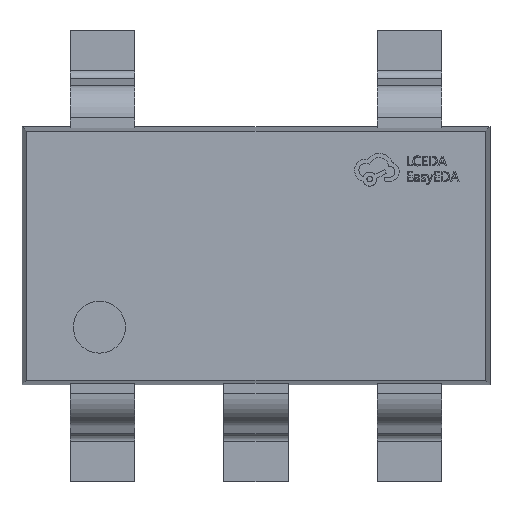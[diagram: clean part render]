
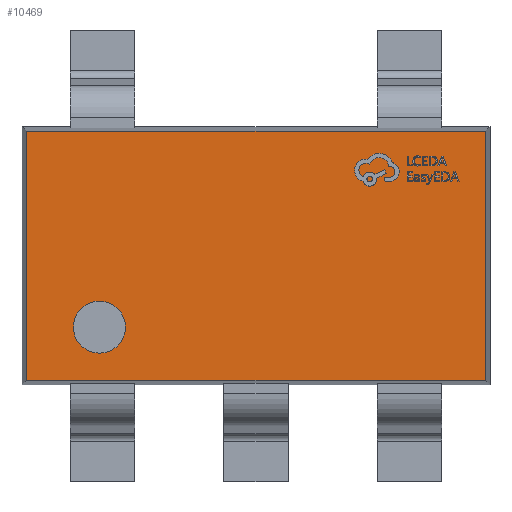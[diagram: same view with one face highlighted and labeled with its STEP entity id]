
A CAD part, top view. The second image highlights one B-rep face of the part: STEP entity #10469.
In plain terms, the highlighted planar face has unit normal (0, 0, 1).
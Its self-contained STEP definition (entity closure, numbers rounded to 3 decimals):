
#572 = LINE ( 'NONE', #17671, #13711 ) ;
#895 = EDGE_CURVE ( 'NONE', #12900, #15341, #9515, .T. ) ;
#1946 = CIRCLE ( 'NONE', #12543, 0.161 ) ;
#2017 = VERTEX_POINT ( 'NONE', #4400 ) ;
#2491 = VERTEX_POINT ( 'NONE', #3962 ) ;
#3201 = AXIS2_PLACEMENT_3D ( 'NONE', #3862, #11070, #5443 ) ;
#3369 = CARTESIAN_POINT ( 'NONE',  ( 0., 0., 0.4 ) ) ;
#3650 = AXIS2_PLACEMENT_3D ( 'NONE', #3369, #7704, #13330 ) ;
#3862 = CARTESIAN_POINT ( 'NONE',  ( -0.97, -0.443, 0.4 ) ) ;
#3962 = CARTESIAN_POINT ( 'NONE',  ( -1.131, -0.443, 0.4 ) ) ;
#3979 = EDGE_CURVE ( 'NONE', #2017, #12900, #12537, .T. ) ;
#4203 = FACE_OUTER_BOUND ( 'NONE', #6566, .T. ) ;
#4400 = CARTESIAN_POINT ( 'NONE',  ( 1.422, -0.772, 0.4 ) ) ;
#4545 = ORIENTED_EDGE ( 'NONE', *, *, #11758, .T. ) ;
#4583 = FACE_BOUND ( 'NONE', #16865, .T. ) ;
#4652 = CARTESIAN_POINT ( 'NONE',  ( -0.97, -0.443, 0.4 ) ) ;
#4874 = CARTESIAN_POINT ( 'NONE',  ( -1.422, 0.8, 0.4 ) ) ;
#5443 = DIRECTION ( 'NONE',  ( 1., 0., 0. ) ) ;
#5646 = ORIENTED_EDGE ( 'NONE', *, *, #18046, .T. ) ;
#5676 = ORIENTED_EDGE ( 'NONE', *, *, #895, .T. ) ;
#5751 = CARTESIAN_POINT ( 'NONE',  ( -1.422, 0.772, 0.4 ) ) ;
#6566 = EDGE_LOOP ( 'NONE', ( #18306, #5676, #5646, #4545 ) ) ;
#6579 = CARTESIAN_POINT ( 'NONE',  ( -0.809, -0.443, 0.4 ) ) ;
#7009 = CIRCLE ( 'NONE', #3201, 0.161 ) ;
#7191 = DIRECTION ( 'NONE',  ( 0., 1., 0. ) ) ;
#7194 = EDGE_CURVE ( 'NONE', #14352, #2491, #7009, .T. ) ;
#7600 = VERTEX_POINT ( 'NONE', #14194 ) ;
#7704 = DIRECTION ( 'NONE',  ( 0., 0., 1. ) ) ;
#8113 = CARTESIAN_POINT ( 'NONE',  ( -1.45, 0.772, 0.4 ) ) ;
#8437 = PLANE ( 'NONE',  #3650 ) ;
#8546 = VECTOR ( 'NONE', #10488, 1000. ) ;
#9005 = LINE ( 'NONE', #4874, #8546 ) ;
#9062 = DIRECTION ( 'NONE',  ( 0., 0., 1. ) ) ;
#9119 = ORIENTED_EDGE ( 'NONE', *, *, #12852, .F. ) ;
#9515 = LINE ( 'NONE', #8113, #13396 ) ;
#9607 = DIRECTION ( 'NONE',  ( -1., 0., 0. ) ) ;
#10383 = DIRECTION ( 'NONE',  ( 1., 0., 0. ) ) ;
#10469 = ADVANCED_FACE ( 'NONE', ( #4583, #4203 ), #8437, .T. ) ;
#10488 = DIRECTION ( 'NONE',  ( 0., -1., 0. ) ) ;
#11070 = DIRECTION ( 'NONE',  ( 0., 0., 1. ) ) ;
#11743 = DIRECTION ( 'NONE',  ( 1., 0., 0. ) ) ;
#11758 = EDGE_CURVE ( 'NONE', #7600, #2017, #572, .T. ) ;
#12537 = LINE ( 'NONE', #14041, #17690 ) ;
#12543 = AXIS2_PLACEMENT_3D ( 'NONE', #4652, #9062, #11743 ) ;
#12852 = EDGE_CURVE ( 'NONE', #2491, #14352, #1946, .T. ) ;
#12900 = VERTEX_POINT ( 'NONE', #15082 ) ;
#13330 = DIRECTION ( 'NONE',  ( 1., 0., 0. ) ) ;
#13396 = VECTOR ( 'NONE', #9607, 1000. ) ;
#13711 = VECTOR ( 'NONE', #10383, 1000. ) ;
#14041 = CARTESIAN_POINT ( 'NONE',  ( 1.422, 0.8, 0.4 ) ) ;
#14194 = CARTESIAN_POINT ( 'NONE',  ( -1.422, -0.772, 0.4 ) ) ;
#14352 = VERTEX_POINT ( 'NONE', #6579 ) ;
#14763 = ORIENTED_EDGE ( 'NONE', *, *, #7194, .F. ) ;
#15082 = CARTESIAN_POINT ( 'NONE',  ( 1.422, 0.772, 0.4 ) ) ;
#15341 = VERTEX_POINT ( 'NONE', #5751 ) ;
#16865 = EDGE_LOOP ( 'NONE', ( #14763, #9119 ) ) ;
#17671 = CARTESIAN_POINT ( 'NONE',  ( -1.45, -0.772, 0.4 ) ) ;
#17690 = VECTOR ( 'NONE', #7191, 1000. ) ;
#18046 = EDGE_CURVE ( 'NONE', #15341, #7600, #9005, .T. ) ;
#18306 = ORIENTED_EDGE ( 'NONE', *, *, #3979, .T. ) ;
